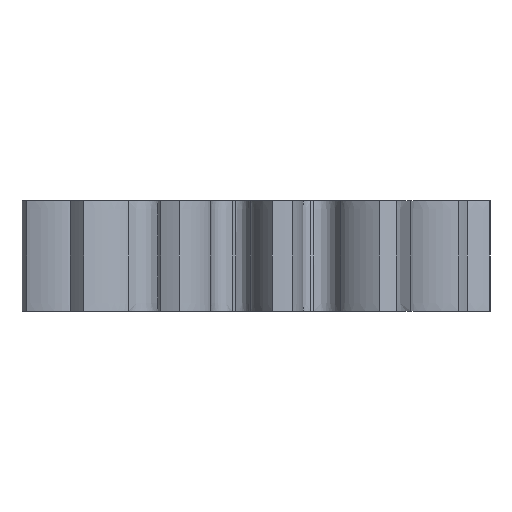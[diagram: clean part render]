
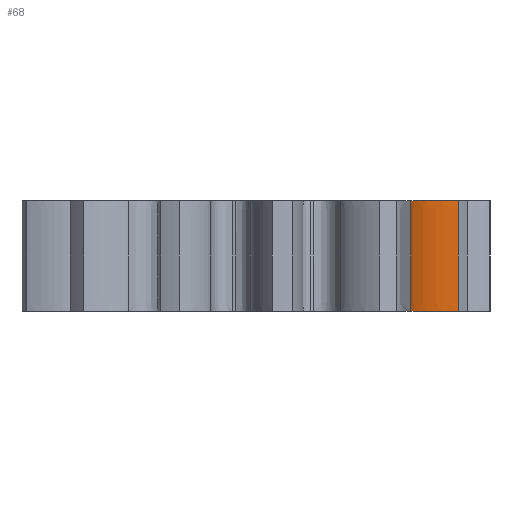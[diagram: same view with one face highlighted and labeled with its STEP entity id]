
A CAD part, front view. The second image highlights one B-rep face of the part: STEP entity #68.
In plain terms, the highlighted face is a extrusion surface.
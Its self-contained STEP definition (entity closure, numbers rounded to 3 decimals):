
#68=ADVANCED_FACE('',(#312),#314,.F.);
#312=FACE_BOUND('',#313,.T.);
#313=EDGE_LOOP('',(#1166,#1167,#1168,#1169));
#314=SURFACE_OF_LINEAR_EXTRUSION('',#315,#316);
#315=B_SPLINE_CURVE_WITH_KNOTS('',3,
(#1170,#1171,#1172,#1173,#1174,#1175,#1176,#1177,#1178,#1179,#1180,#1181,#1182,#1183,
#1184,#1185,#1186,#1187,#1188,#1189,#1190,#1191,#1192,#1193,#1194,#1195,#1196,#1197,
#1198,#1199),
.UNSPECIFIED.,.F.,.F.,
(4,2,2,2,2,2,2,2,2,2,2,2,2,2,4),
(0.,0.078,0.155,0.231,0.306,0.381,
0.453,0.525,0.596,0.666,0.735,
0.803,0.87,0.935,1.),
.UNSPECIFIED.);
#316=VECTOR('',#317,7.);
#317=DIRECTION('',(0.,0.,1.));
#1166=ORIENTED_EDGE('',*,*,#3036,.F.);
#1167=ORIENTED_EDGE('',*,*,#3266,.F.);
#1168=ORIENTED_EDGE('',*,*,#3213,.F.);
#1169=ORIENTED_EDGE('',*,*,#3267,.F.);
#1170=CARTESIAN_POINT('',(12.975,-7.526,0.));
#1171=CARTESIAN_POINT('',(12.895,-7.534,0.));
#1172=CARTESIAN_POINT('',(12.815,-7.54,0.));
#1173=CARTESIAN_POINT('',(12.656,-7.55,0.));
#1174=CARTESIAN_POINT('',(12.577,-7.554,0.));
#1175=CARTESIAN_POINT('',(12.419,-7.56,0.));
#1176=CARTESIAN_POINT('',(12.341,-7.562,0.));
#1177=CARTESIAN_POINT('',(12.186,-7.563,0.));
#1178=CARTESIAN_POINT('',(12.108,-7.562,0.));
#1179=CARTESIAN_POINT('',(11.955,-7.558,0.));
#1180=CARTESIAN_POINT('',(11.879,-7.555,0.));
#1181=CARTESIAN_POINT('',(11.728,-7.546,0.));
#1182=CARTESIAN_POINT('',(11.653,-7.541,0.));
#1183=CARTESIAN_POINT('',(11.505,-7.527,0.));
#1184=CARTESIAN_POINT('',(11.431,-7.519,0.));
#1185=CARTESIAN_POINT('',(11.286,-7.501,0.));
#1186=CARTESIAN_POINT('',(11.213,-7.49,0.));
#1187=CARTESIAN_POINT('',(11.071,-7.467,0.));
#1188=CARTESIAN_POINT('',(11.,-7.453,0.));
#1189=CARTESIAN_POINT('',(10.86,-7.424,0.));
#1190=CARTESIAN_POINT('',(10.791,-7.409,0.));
#1191=CARTESIAN_POINT('',(10.655,-7.374,0.));
#1192=CARTESIAN_POINT('',(10.588,-7.355,0.));
#1193=CARTESIAN_POINT('',(10.456,-7.314,0.));
#1194=CARTESIAN_POINT('',(10.391,-7.292,0.));
#1195=CARTESIAN_POINT('',(10.263,-7.245,0.));
#1196=CARTESIAN_POINT('',(10.2,-7.22,0.));
#1197=CARTESIAN_POINT('',(10.079,-7.163,0.));
#1198=CARTESIAN_POINT('',(10.02,-7.132,0.));
#1199=CARTESIAN_POINT('',(9.963,-7.098,0.));
#3036=EDGE_CURVE('',#3345,#3347,#3348,.T.);
#3213=EDGE_CURVE('',#3699,#3701,#3702,.F.);
#3266=EDGE_CURVE('',#3701,#3345,#3780,.F.);
#3267=EDGE_CURVE('',#3347,#3699,#3781,.T.);
#3345=VERTEX_POINT('',#3888);
#3347=VERTEX_POINT('',#3893);
#3348=B_SPLINE_CURVE_WITH_KNOTS('',3,
(#3894,#3895,#3896,#3897,#3898,#3899,#3900,#3901,#3902,#3903,#3904,#3905,#3906,#3907,
#3908,#3909,#3910,#3911,#3912,#3913,#3914,#3915,#3916,#3917,#3918,#3919,#3920,#3921,
#3922,#3923),
.UNSPECIFIED.,.F.,.F.,
(4,2,2,2,2,2,2,2,2,2,2,2,2,2,4),
(0.,0.078,0.155,0.231,0.306,0.381,
0.453,0.525,0.596,0.666,0.735,
0.803,0.87,0.935,1.),
.UNSPECIFIED.);
#3699=VERTEX_POINT('',#7391);
#3701=VERTEX_POINT('',#7422);
#3702=B_SPLINE_CURVE_WITH_KNOTS('',3,
(#7423,#7424,#7425,#7426,#7427,#7428,#7429,#7430,#7431,#7432,#7433,#7434,#7435,#7436,
#7437,#7438,#7439,#7440,#7441,#7442,#7443,#7444,#7445,#7446,#7447,#7448,#7449,#7450,
#7451,#7452),
.UNSPECIFIED.,.F.,.F.,
(4,2,2,2,2,2,2,2,2,2,2,2,2,2,4),
(0.,0.078,0.155,0.231,0.306,0.381,
0.453,0.525,0.596,0.666,0.735,
0.803,0.87,0.935,1.),
.UNSPECIFIED.);
#3780=LINE('',#7652,#7653);
#3781=LINE('',#7655,#7656);
#3888=CARTESIAN_POINT('',(12.975,-7.526,0.));
#3893=CARTESIAN_POINT('',(9.963,-7.098,0.));
#3894=CARTESIAN_POINT('',(12.975,-7.526,0.));
#3895=CARTESIAN_POINT('',(12.895,-7.534,0.));
#3896=CARTESIAN_POINT('',(12.815,-7.54,0.));
#3897=CARTESIAN_POINT('',(12.656,-7.55,0.));
#3898=CARTESIAN_POINT('',(12.577,-7.554,0.));
#3899=CARTESIAN_POINT('',(12.419,-7.56,0.));
#3900=CARTESIAN_POINT('',(12.341,-7.562,0.));
#3901=CARTESIAN_POINT('',(12.186,-7.563,0.));
#3902=CARTESIAN_POINT('',(12.108,-7.562,0.));
#3903=CARTESIAN_POINT('',(11.955,-7.558,0.));
#3904=CARTESIAN_POINT('',(11.879,-7.555,0.));
#3905=CARTESIAN_POINT('',(11.728,-7.546,0.));
#3906=CARTESIAN_POINT('',(11.653,-7.541,0.));
#3907=CARTESIAN_POINT('',(11.505,-7.527,0.));
#3908=CARTESIAN_POINT('',(11.431,-7.519,0.));
#3909=CARTESIAN_POINT('',(11.286,-7.501,0.));
#3910=CARTESIAN_POINT('',(11.213,-7.49,0.));
#3911=CARTESIAN_POINT('',(11.071,-7.467,0.));
#3912=CARTESIAN_POINT('',(11.,-7.453,0.));
#3913=CARTESIAN_POINT('',(10.86,-7.424,0.));
#3914=CARTESIAN_POINT('',(10.791,-7.409,0.));
#3915=CARTESIAN_POINT('',(10.655,-7.374,0.));
#3916=CARTESIAN_POINT('',(10.588,-7.355,0.));
#3917=CARTESIAN_POINT('',(10.456,-7.314,0.));
#3918=CARTESIAN_POINT('',(10.391,-7.292,0.));
#3919=CARTESIAN_POINT('',(10.263,-7.245,0.));
#3920=CARTESIAN_POINT('',(10.2,-7.22,0.));
#3921=CARTESIAN_POINT('',(10.079,-7.163,0.));
#3922=CARTESIAN_POINT('',(10.02,-7.132,0.));
#3923=CARTESIAN_POINT('',(9.963,-7.098,0.));
#7391=CARTESIAN_POINT('',(9.963,-7.098,7.));
#7422=CARTESIAN_POINT('',(12.975,-7.526,7.));
#7423=CARTESIAN_POINT('',(12.975,-7.526,7.));
#7424=CARTESIAN_POINT('',(12.895,-7.534,7.));
#7425=CARTESIAN_POINT('',(12.815,-7.54,7.));
#7426=CARTESIAN_POINT('',(12.656,-7.55,7.));
#7427=CARTESIAN_POINT('',(12.577,-7.554,7.));
#7428=CARTESIAN_POINT('',(12.419,-7.56,7.));
#7429=CARTESIAN_POINT('',(12.341,-7.562,7.));
#7430=CARTESIAN_POINT('',(12.186,-7.563,7.));
#7431=CARTESIAN_POINT('',(12.108,-7.562,7.));
#7432=CARTESIAN_POINT('',(11.955,-7.558,7.));
#7433=CARTESIAN_POINT('',(11.879,-7.555,7.));
#7434=CARTESIAN_POINT('',(11.728,-7.546,7.));
#7435=CARTESIAN_POINT('',(11.653,-7.541,7.));
#7436=CARTESIAN_POINT('',(11.505,-7.527,7.));
#7437=CARTESIAN_POINT('',(11.431,-7.519,7.));
#7438=CARTESIAN_POINT('',(11.286,-7.501,7.));
#7439=CARTESIAN_POINT('',(11.213,-7.49,7.));
#7440=CARTESIAN_POINT('',(11.071,-7.467,7.));
#7441=CARTESIAN_POINT('',(11.,-7.453,7.));
#7442=CARTESIAN_POINT('',(10.86,-7.424,7.));
#7443=CARTESIAN_POINT('',(10.791,-7.409,7.));
#7444=CARTESIAN_POINT('',(10.655,-7.374,7.));
#7445=CARTESIAN_POINT('',(10.588,-7.355,7.));
#7446=CARTESIAN_POINT('',(10.456,-7.314,7.));
#7447=CARTESIAN_POINT('',(10.391,-7.292,7.));
#7448=CARTESIAN_POINT('',(10.263,-7.245,7.));
#7449=CARTESIAN_POINT('',(10.2,-7.22,7.));
#7450=CARTESIAN_POINT('',(10.079,-7.163,7.));
#7451=CARTESIAN_POINT('',(10.02,-7.132,7.));
#7452=CARTESIAN_POINT('',(9.963,-7.098,7.));
#7652=CARTESIAN_POINT('',(12.975,-7.526,0.));
#7653=VECTOR('',#7654,1.);
#7654=DIRECTION('',(0.,0.,1.));
#7655=CARTESIAN_POINT('',(9.963,-7.098,0.));
#7656=VECTOR('',#7657,1.);
#7657=DIRECTION('',(0.,0.,1.));
